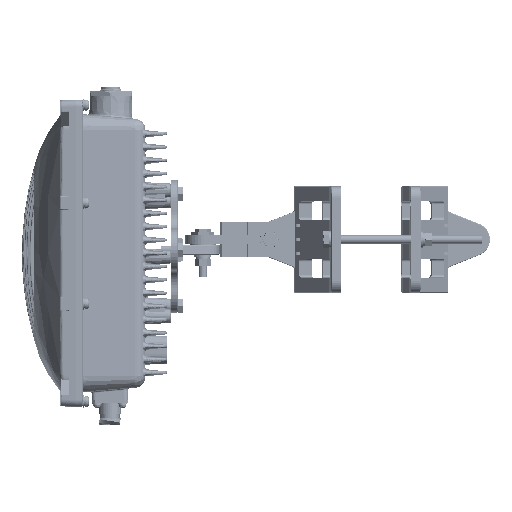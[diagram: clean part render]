
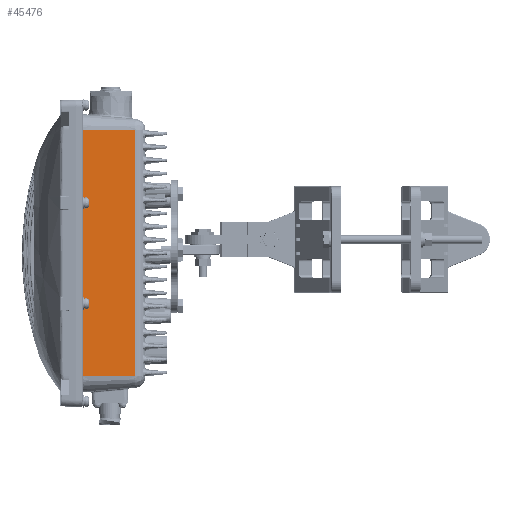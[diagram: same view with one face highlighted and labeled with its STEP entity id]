
A CAD part, left-side view. The second image highlights one B-rep face of the part: STEP entity #45476.
In plain terms, the highlighted planar face has unit normal (-0.996, -0.087, 0).
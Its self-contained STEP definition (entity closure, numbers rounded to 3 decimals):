
#1446=DIRECTION('',(0.,0.,-1.));
#1447=VECTOR('',#1446,176.);
#1448=CARTESIAN_POINT('',(-96.264,7.303,88.));
#1449=LINE('',#1448,#1447);
#3905=DIRECTION('',(-0.087,0.996,0.));
#3906=VECTOR('',#3905,37.841);
#3907=CARTESIAN_POINT('',(-96.264,7.303,-88.));
#3908=LINE('',#3907,#3906);
#10802=DIRECTION('',(0.087,-0.996,0.));
#10803=VECTOR('',#10802,37.841);
#10804=CARTESIAN_POINT('',(-99.563,45.,
88.));
#10805=LINE('',#10804,#10803);
#11103=DIRECTION('',(0.,0.,-1.));
#11104=VECTOR('',#11103,176.);
#11105=CARTESIAN_POINT('',(-99.563,45.,
88.));
#11106=LINE('',#11105,#11104);
#21525=CARTESIAN_POINT('',(-96.264,7.303,88.));
#21527=VERTEX_POINT('',#21525);
#22727=CARTESIAN_POINT('',(-96.264,7.303,-88.));
#22728=CARTESIAN_POINT('',(-99.563,45.,
-88.));
#22729=VERTEX_POINT('',#22727);
#22730=VERTEX_POINT('',#22728);
#23234=CARTESIAN_POINT('',(-99.563,45.,
88.));
#23235=VERTEX_POINT('',#23234);
#45465=CARTESIAN_POINT('',(-100.,50.,-88.));
#45466=DIRECTION('',(-0.996,-0.087,0.));
#45467=DIRECTION('',(0.087,-0.996,0.));
#45468=AXIS2_PLACEMENT_3D('',#45465,#45466,#45467);
#45469=PLANE('',#45468);
#45470=ORIENTED_EDGE('',*,*,#33949,.F.);
#45471=ORIENTED_EDGE('',*,*,#44732,.T.);
#45472=ORIENTED_EDGE('',*,*,#26483,.T.);
#45473=ORIENTED_EDGE('',*,*,#31005,.T.);
#45474=EDGE_LOOP('',(#45470,#45471,#45472,#45473));
#45475=FACE_OUTER_BOUND('',#45474,.F.);
#26483=EDGE_CURVE('',#21527,#22729,#1449,.T.);
#31005=EDGE_CURVE('',#22729,#22730,#3908,.T.);
#33949=EDGE_CURVE('',#23235,#22730,#11106,.T.);
#44732=EDGE_CURVE('',#23235,#21527,#10805,.T.);
#45476=ADVANCED_FACE('',(#45475),#45469,.T.);
